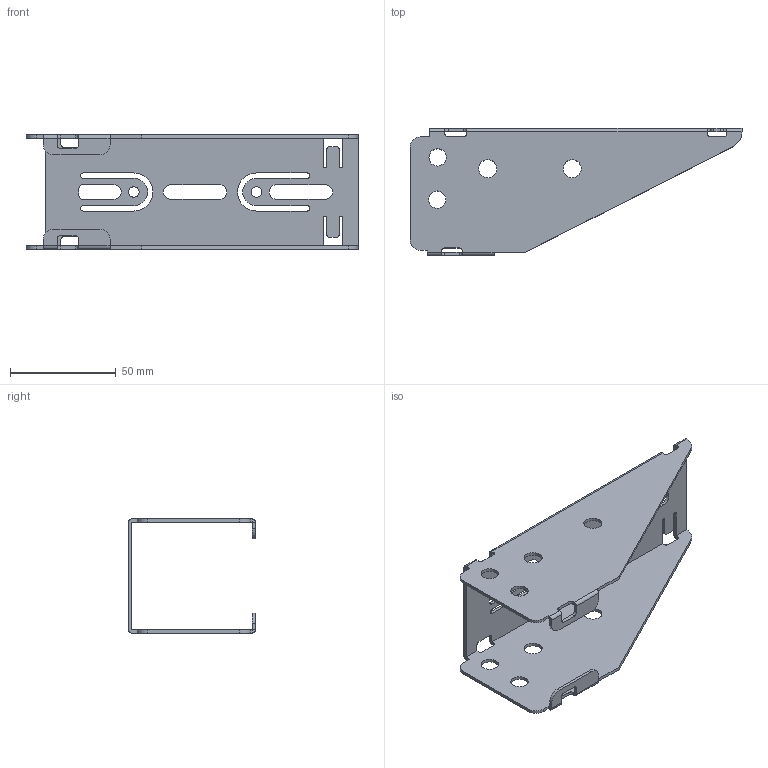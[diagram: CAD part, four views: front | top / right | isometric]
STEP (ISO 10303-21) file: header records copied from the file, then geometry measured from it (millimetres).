
FILE_DESCRIPTION (( 'STEP AP203' ), '1' );
FILE_NAME ('Êîíñîëü áûñòðîé ôèêñàöèè BBF_BBF5010.STEP', '2012-11-21T09:03:31', ( 'Àñååâ' ), ( '' ), 'SwSTEP 2.0', 'SolidWorks 2012', '' );
FILE_SCHEMA (( 'CONFIG_CONTROL_DESIGN' ));
Length unit declared in the file: millimetre
Products named in the file (1): Êîíñîëü áûñòðîé ôèêñàöèè BBF_BBF5010
Bounding box: 157 x 60 x 54 mm (x, y, z)
Volume: 28511.2 mm3; surface area: 40433.3 mm2
Topology: 1 solids, 1 shells, 162 faces, 500 edges, 328 vertices
Faces by surface type: cylinder 83, plane 79
Full cylindrical faces by diameter (mm): 5 x2, 8.2 x4, 8.5 x4
Entity records: 5641 total; most frequent: DIRECTION 974, CARTESIAN_POINT 965, ORIENTED_EDGE 964, EDGE_CURVE 482, AXIS2_PLACEMENT_3D 329, VERTEX_POINT 320, VECTOR 316, LINE 316
